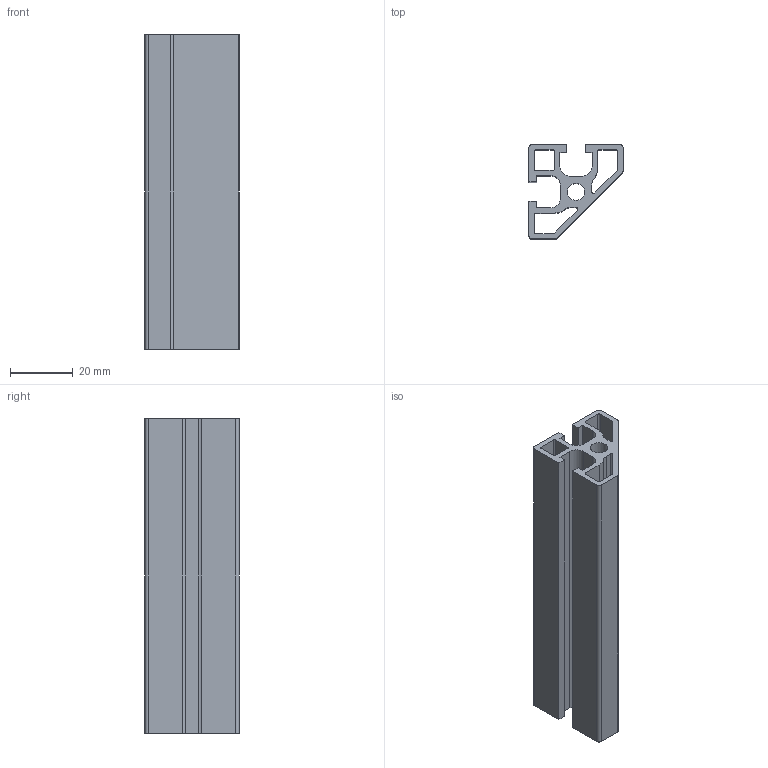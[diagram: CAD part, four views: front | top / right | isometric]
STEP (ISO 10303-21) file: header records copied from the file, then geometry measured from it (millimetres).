
FILE_DESCRIPTION(/* description */ ('Profil 30x30 úhlový lehký'),/* implementation_level */ '2;1');
FILE_NAME(/* name */ '103003L.stp',/* time_stamp */ '2018-04-29T14:46:21+02:00',/* author */ ('Roudná'),/* organization */ ('Alutec K&K'),/* preprocessor_version */ 'ST-DEVELOPER v16.1',/* originating_system */ 'Autodesk Inventor 2016',/* authorisation */ '');
FILE_SCHEMA (('AUTOMOTIVE_DESIGN { 1 0 10303 214 3 1 1 }'));
Length unit declared in the file: millimetre
Products named in the file (1): 103003L
Bounding box: 30 x 30 x 100 mm (x, y, z)
Volume: 29039.5 mm3; surface area: 28080.9 mm2
Topology: 1 solids, 1 shells, 63 faces, 183 edges, 122 vertices
Faces by surface type: plane 37, cylinder 26
Full cylindrical faces by diameter (mm): 5.5 x1
Entity records: 2124 total; most frequent: CARTESIAN_POINT 368, ORIENTED_EDGE 364, DIRECTION 362, EDGE_CURVE 182, LINE 130, VECTOR 130, VERTEX_POINT 122, AXIS2_PLACEMENT_3D 116
